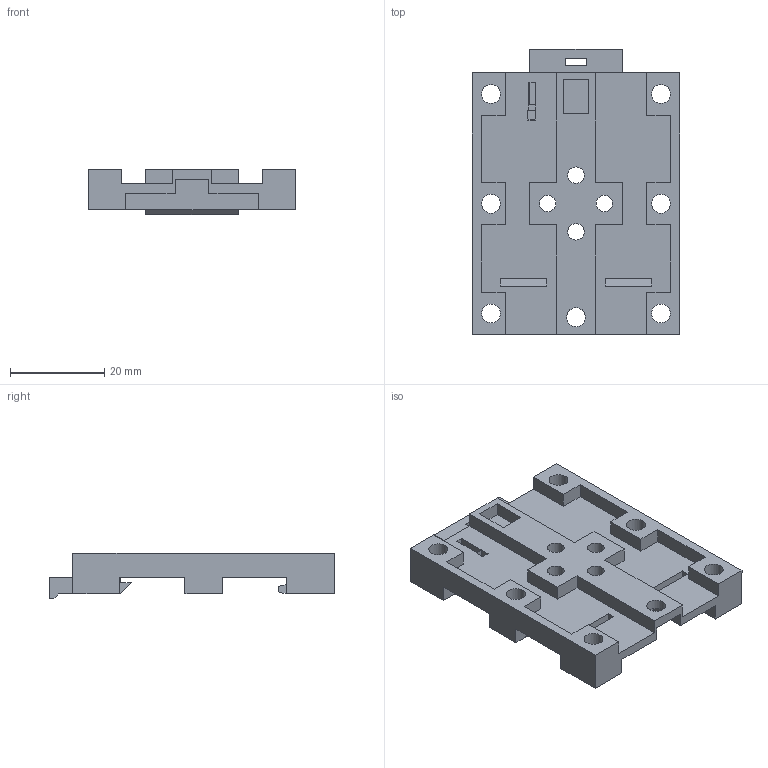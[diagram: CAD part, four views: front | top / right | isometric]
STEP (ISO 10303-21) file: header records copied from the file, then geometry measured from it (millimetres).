
FILE_DESCRIPTION( ( 'STEP AP203' ), '1' );
FILE_NAME( 'SDU.stp', ' ', ( ' ' ), ( ' ' ), 'PSStep 15.0.49', 'VISI 20.0', ' ' );
FILE_SCHEMA( ( 'AUTOMOTIVE_DESIGN { 1 0 10303 214 1 1 1 1 }' ) );
Length unit declared in the file: millimetre
Products named in the file (3): 1; 2; 3
Bounding box: 44 x 60.5 x 9.6 mm (x, y, z)
Volume: 9421.1 mm3; surface area: 9652.7 mm2
Topology: 3 solids, 3 shells, 198 faces, 560 edges, 358 vertices
Faces by surface type: plane 144, torus 32, cylinder 12, cone 10
Full cylindrical faces by diameter (mm): 2 x1, 3.5 x4, 4 x7
Entity records: 7565 total; most frequent: CARTESIAN_POINT 1034, ORIENTED_EDGE 964, DIRECTION 958, EDGE_CURVE 482, LINE 408, VECTOR 408, VERTEX_POINT 351, EDGE_LOOP 278
